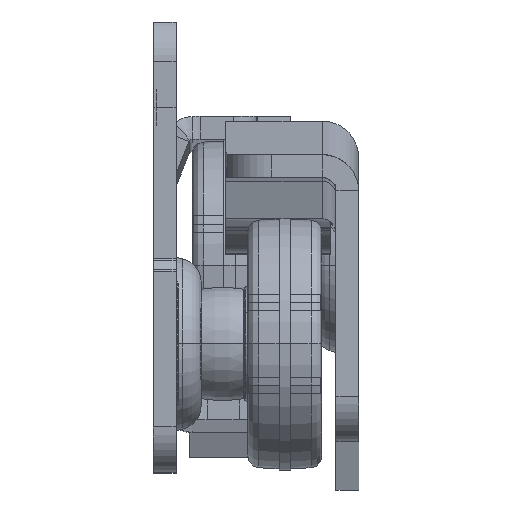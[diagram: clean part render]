
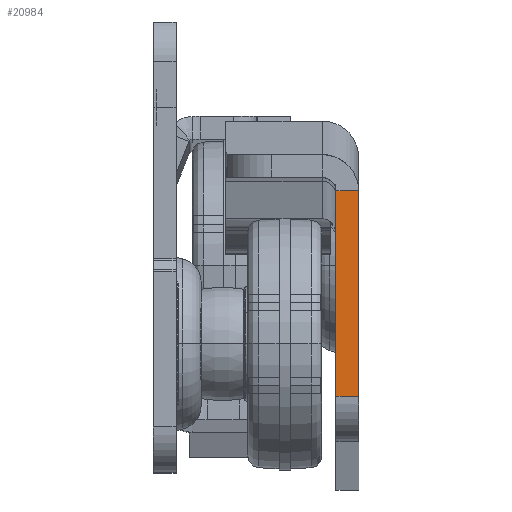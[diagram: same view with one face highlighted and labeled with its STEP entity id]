
A CAD part, top view. The second image highlights one B-rep face of the part: STEP entity #20984.
In plain terms, the highlighted face is planar.
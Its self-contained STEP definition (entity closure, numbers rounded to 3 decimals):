
#1031 = ORIENTED_EDGE ( 'NONE', *, *, #8655, .F. ) ;
#3060 = DIRECTION ( 'NONE',  ( 0., -1., 0. ) ) ;
#3200 = VECTOR ( 'NONE', #3060, 1000. ) ;
#3276 = DIRECTION ( 'NONE',  ( 1., 0., 0. ) ) ;
#4762 = CARTESIAN_POINT ( 'NONE',  ( -2., -11.75, 695.5 ) ) ;
#5155 = EDGE_LOOP ( 'NONE', ( #8072, #34263, #35529, #1031 ) ) ;
#6524 = VECTOR ( 'NONE', #3276, 1000. ) ;
#6697 = EDGE_CURVE ( 'NONE', #21626, #29058, #23644, .T. ) ;
#8072 = ORIENTED_EDGE ( 'NONE', *, *, #6697, .F. ) ;
#8655 = EDGE_CURVE ( 'NONE', #29058, #33529, #51166, .T. ) ;
#11569 = CARTESIAN_POINT ( 'NONE',  ( -2., -11.75, 695.5 ) ) ;
#12527 = VERTEX_POINT ( 'NONE', #43972 ) ;
#12534 = FACE_OUTER_BOUND ( 'NONE', #5155, .T. ) ;
#14698 = AXIS2_PLACEMENT_3D ( 'NONE', #4762, #41335, #21135 ) ;
#14965 = LINE ( 'NONE', #22760, #24576 ) ;
#19652 = LINE ( 'NONE', #11569, #51458 ) ;
#20984 = ADVANCED_FACE ( 'NONE', ( #12534 ), #33782, .T. ) ;
#21135 = DIRECTION ( 'NONE',  ( 1., 0., 0. ) ) ;
#21626 = VERTEX_POINT ( 'NONE', #32750 ) ;
#22760 = CARTESIAN_POINT ( 'NONE',  ( -2., -7.75, 695.5 ) ) ;
#23194 = CARTESIAN_POINT ( 'NONE',  ( 0., -11.75, 695.5 ) ) ;
#23644 = LINE ( 'NONE', #40071, #6524 ) ;
#24576 = VECTOR ( 'NONE', #47771, 1000. ) ;
#27719 = DIRECTION ( 'NONE',  ( 0., -1., 0. ) ) ;
#29058 = VERTEX_POINT ( 'NONE', #43693 ) ;
#30499 = EDGE_CURVE ( 'NONE', #21626, #12527, #19652, .T. ) ;
#32750 = CARTESIAN_POINT ( 'NONE',  ( -2., 10.226, 695.5 ) ) ;
#33529 = VERTEX_POINT ( 'NONE', #43905 ) ;
#33782 = PLANE ( 'NONE',  #14698 ) ;
#34263 = ORIENTED_EDGE ( 'NONE', *, *, #30499, .T. ) ;
#35529 = ORIENTED_EDGE ( 'NONE', *, *, #39045, .T. ) ;
#39045 = EDGE_CURVE ( 'NONE', #12527, #33529, #14965, .T. ) ;
#40071 = CARTESIAN_POINT ( 'NONE',  ( -2., 10.226, 695.5 ) ) ;
#41335 = DIRECTION ( 'NONE',  ( 0., 0., 1. ) ) ;
#43693 = CARTESIAN_POINT ( 'NONE',  ( 0., 10.226, 695.5 ) ) ;
#43905 = CARTESIAN_POINT ( 'NONE',  ( 0., -7.75, 695.5 ) ) ;
#43972 = CARTESIAN_POINT ( 'NONE',  ( -2., -7.75, 695.5 ) ) ;
#47771 = DIRECTION ( 'NONE',  ( 1., 0., 0. ) ) ;
#51166 = LINE ( 'NONE', #23194, #3200 ) ;
#51458 = VECTOR ( 'NONE', #27719, 1000. ) ;
